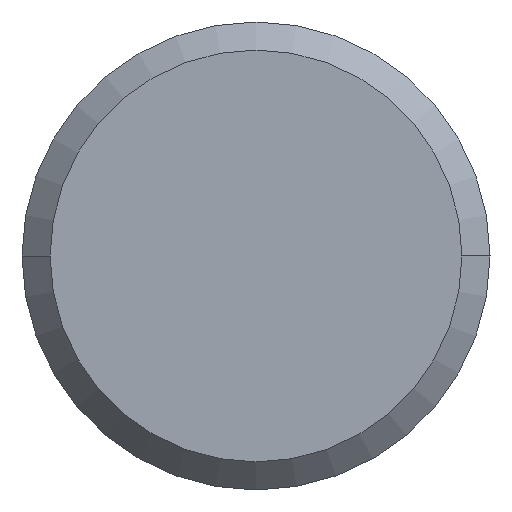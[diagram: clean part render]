
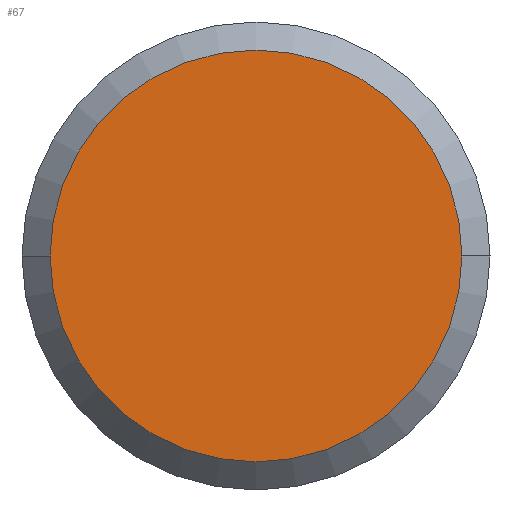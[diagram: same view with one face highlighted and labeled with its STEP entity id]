
A CAD part, left-side view. The second image highlights one B-rep face of the part: STEP entity #67.
In plain terms, the highlighted planar face has unit normal (-1, 0, 0).
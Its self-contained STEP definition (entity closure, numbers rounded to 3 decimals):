
#15 = EDGE_CURVE ( 'NONE', #469, #579, #119, .T. ) ;
#67 = ADVANCED_FACE ( 'NONE', ( #82 ), #534, .T. ) ;
#82 = FACE_OUTER_BOUND ( 'NONE', #171, .T. ) ;
#93 = AXIS2_PLACEMENT_3D ( 'NONE', #452, #356, #177 ) ;
#109 = CIRCLE ( 'NONE', #216, 5.588 ) ;
#119 = CIRCLE ( 'NONE', #470, 5.588 ) ;
#171 = EDGE_LOOP ( 'NONE', ( #497, #536 ) ) ;
#177 = DIRECTION ( 'NONE',  ( 0., -1., 0. ) ) ;
#216 = AXIS2_PLACEMENT_3D ( 'NONE', #325, #506, #328 ) ;
#244 = CARTESIAN_POINT ( 'NONE',  ( 0., -5.588, 0. ) ) ;
#312 = EDGE_CURVE ( 'NONE', #579, #469, #109, .T. ) ;
#325 = CARTESIAN_POINT ( 'NONE',  ( 0., 0., 0. ) ) ;
#328 = DIRECTION ( 'NONE',  ( 0., 1., 0. ) ) ;
#356 = DIRECTION ( 'NONE',  ( -1., 0., 0. ) ) ;
#370 = CARTESIAN_POINT ( 'NONE',  ( 0., 5.588, 0. ) ) ;
#452 = CARTESIAN_POINT ( 'NONE',  ( 0., 0., 0. ) ) ;
#469 = VERTEX_POINT ( 'NONE', #370 ) ;
#470 = AXIS2_PLACEMENT_3D ( 'NONE', #477, #570, #519 ) ;
#477 = CARTESIAN_POINT ( 'NONE',  ( 0., 0., 0. ) ) ;
#497 = ORIENTED_EDGE ( 'NONE', *, *, #15, .F. ) ;
#506 = DIRECTION ( 'NONE',  ( 1., 0., 0. ) ) ;
#519 = DIRECTION ( 'NONE',  ( 0., 1., 0. ) ) ;
#534 = PLANE ( 'NONE',  #93 ) ;
#536 = ORIENTED_EDGE ( 'NONE', *, *, #312, .F. ) ;
#570 = DIRECTION ( 'NONE',  ( 1., 0., 0. ) ) ;
#579 = VERTEX_POINT ( 'NONE', #244 ) ;
